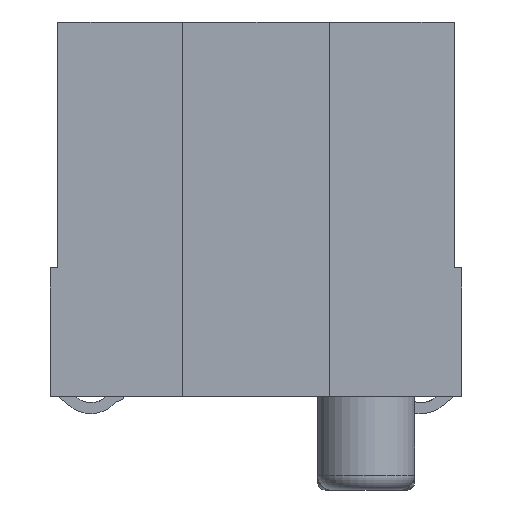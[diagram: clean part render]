
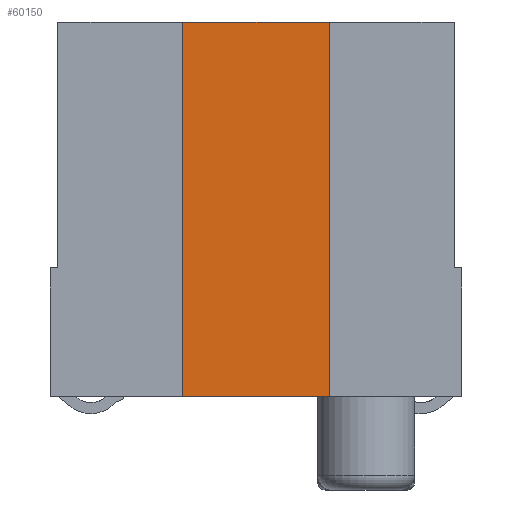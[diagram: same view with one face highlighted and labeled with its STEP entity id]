
A CAD part, left-side view. The second image highlights one B-rep face of the part: STEP entity #60150.
In plain terms, the highlighted face is planar.
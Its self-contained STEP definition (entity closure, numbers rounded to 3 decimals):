
#3070=CARTESIAN_POINT('',(34.9,0.,1.));
#3080=VERTEX_POINT('',#3070);
#3110=CARTESIAN_POINT('',(34.9,0.,1.));
#3120=DIRECTION('',(0.,0.,-1.));
#3130=VECTOR('',#3120,1.);
#3140=LINE('',#3110,#3130);
#3150=CARTESIAN_POINT('',(34.9,0.,-1.));
#3160=VERTEX_POINT('',#3150);
#3170=EDGE_CURVE('',#3080,#3160,#3140,.T.);
#19050=CARTESIAN_POINT('',(34.9,5.1,1.));
#19060=VERTEX_POINT('',#19050);
#19090=CARTESIAN_POINT('',(34.9,0.,1.));
#19100=DIRECTION('',(0.,1.,0.));
#19110=VECTOR('',#19100,1.);
#19120=LINE('',#19090,#19110);
#19130=EDGE_CURVE('',#3080,#19060,#19120,.T.);
#38930=CARTESIAN_POINT('',(34.9,5.1,-1.));
#38940=VERTEX_POINT('',#38930);
#38970=CARTESIAN_POINT('',(34.9,5.1,1.));
#38980=DIRECTION('',(0.,0.,-1.));
#38990=VECTOR('',#38980,1.);
#39000=LINE('',#38970,#38990);
#39010=EDGE_CURVE('',#19060,#38940,#39000,.T.);
#59990=CARTESIAN_POINT('',(34.9,5.1,-1.));
#60000=DIRECTION('',(1.,-0.,0.));
#60010=DIRECTION('',(0.,0.,-1.));
#60020=AXIS2_PLACEMENT_3D('',#59990,#60000,#60010);
#60030=PLANE('',#60020);
#60040=ORIENTED_EDGE('',*,*,#19130,.F.);
#60050=ORIENTED_EDGE('',*,*,#39010,.F.);
#60060=CARTESIAN_POINT('',(34.9,0.,-1.));
#60070=DIRECTION('',(0.,1.,0.));
#60080=VECTOR('',#60070,1.);
#60090=LINE('',#60060,#60080);
#60100=EDGE_CURVE('',#3160,#38940,#60090,.T.);
#60110=ORIENTED_EDGE('',*,*,#60100,.T.);
#60120=ORIENTED_EDGE('',*,*,#3170,.T.);
#60130=EDGE_LOOP('',(#60120,#60110,#60050,#60040));
#60140=FACE_OUTER_BOUND('',#60130,.T.);
#60150=ADVANCED_FACE('',(#60140),#60030,.T.);
